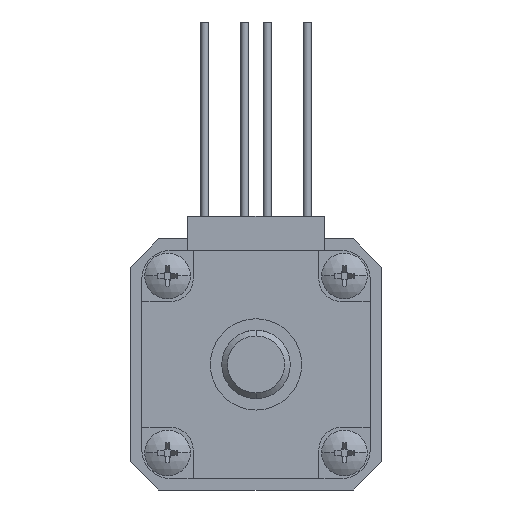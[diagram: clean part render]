
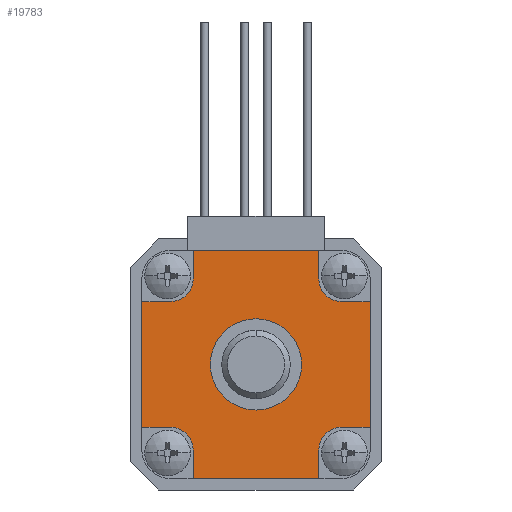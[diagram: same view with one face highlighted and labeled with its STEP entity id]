
A CAD part, front view. The second image highlights one B-rep face of the part: STEP entity #19783.
In plain terms, the highlighted planar face has unit normal (0, -1, 0).
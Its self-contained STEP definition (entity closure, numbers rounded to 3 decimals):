
#99 = EDGE_LOOP ( 'NONE', ( #9356, #18222 ) ) ;
#153 = VERTEX_POINT ( 'NONE', #17682 ) ;
#181 = EDGE_CURVE ( 'NONE', #12285, #19984, #7641, .T. ) ;
#244 = AXIS2_PLACEMENT_3D ( 'NONE', #13482, #21743, #1196 ) ;
#449 = DIRECTION ( 'NONE',  ( 0., 0., 1. ) ) ;
#487 = VECTOR ( 'NONE', #8657, 1000. ) ;
#708 = DIRECTION ( 'NONE',  ( -1., 0., 0. ) ) ;
#747 = CARTESIAN_POINT ( 'NONE',  ( -10., 0., 5.5 ) ) ;
#827 = ORIENTED_EDGE ( 'NONE', *, *, #1624, .F. ) ;
#902 = DIRECTION ( 'NONE',  ( 0., 0., -1. ) ) ;
#956 = CARTESIAN_POINT ( 'NONE',  ( -7.5, 0., 7.5 ) ) ;
#1011 = ORIENTED_EDGE ( 'NONE', *, *, #4094, .T. ) ;
#1144 = VECTOR ( 'NONE', #12243, 1000. ) ;
#1196 = DIRECTION ( 'NONE',  ( 0., 0., 1. ) ) ;
#1624 = EDGE_CURVE ( 'NONE', #21582, #2090, #19241, .T. ) ;
#1633 = AXIS2_PLACEMENT_3D ( 'NONE', #5068, #16997, #13083 ) ;
#1719 = ORIENTED_EDGE ( 'NONE', *, *, #23338, .T. ) ;
#2022 = VERTEX_POINT ( 'NONE', #12803 ) ;
#2042 = CIRCLE ( 'NONE', #21239, 4. ) ;
#2090 = VERTEX_POINT ( 'NONE', #8668 ) ;
#2348 = VECTOR ( 'NONE', #902, 1000. ) ;
#3290 = CIRCLE ( 'NONE', #20342, 4. ) ;
#3379 = DIRECTION ( 'NONE',  ( 0., 0., 1. ) ) ;
#4094 = EDGE_CURVE ( 'NONE', #4932, #14219, #10766, .T. ) ;
#4360 = DIRECTION ( 'NONE',  ( 1., 0., 0. ) ) ;
#4377 = CARTESIAN_POINT ( 'NONE',  ( -5.5, 0., 10. ) ) ;
#4623 = VERTEX_POINT ( 'NONE', #12558 ) ;
#4770 = ORIENTED_EDGE ( 'NONE', *, *, #25280, .T. ) ;
#4908 = CIRCLE ( 'NONE', #7465, 2. ) ;
#4932 = VERTEX_POINT ( 'NONE', #22690 ) ;
#5068 = CARTESIAN_POINT ( 'NONE',  ( -7.5, 0., 7.5 ) ) ;
#5212 = DIRECTION ( 'NONE',  ( 0., 0., -1. ) ) ;
#5831 = DIRECTION ( 'NONE',  ( 0., 0., -1. ) ) ;
#6284 = CIRCLE ( 'NONE', #10539, 2. ) ;
#6314 = DIRECTION ( 'NONE',  ( 1., 0., 0. ) ) ;
#6567 = LINE ( 'NONE', #16738, #23599 ) ;
#7072 = FACE_BOUND ( 'NONE', #99, .T. ) ;
#7322 = EDGE_CURVE ( 'NONE', #16727, #153, #23459, .T. ) ;
#7458 = EDGE_CURVE ( 'NONE', #2022, #7906, #4908, .T. ) ;
#7465 = AXIS2_PLACEMENT_3D ( 'NONE', #15852, #21850, #5831 ) ;
#7641 = LINE ( 'NONE', #15685, #10770 ) ;
#7664 = ORIENTED_EDGE ( 'NONE', *, *, #26155, .F. ) ;
#7692 = LINE ( 'NONE', #7827, #1144 ) ;
#7827 = CARTESIAN_POINT ( 'NONE',  ( 10., 0., 5.5 ) ) ;
#7906 = VERTEX_POINT ( 'NONE', #19945 ) ;
#8464 = DIRECTION ( 'NONE',  ( 0., 1., 0. ) ) ;
#8575 = CARTESIAN_POINT ( 'NONE',  ( 0., 0., 0. ) ) ;
#8607 = CARTESIAN_POINT ( 'NONE',  ( -5.5, 0., -7.5 ) ) ;
#8657 = DIRECTION ( 'NONE',  ( 1., 0., 0. ) ) ;
#8668 = CARTESIAN_POINT ( 'NONE',  ( 10., 0., -5.5 ) ) ;
#8697 = EDGE_CURVE ( 'NONE', #21582, #2022, #7692, .T. ) ;
#9062 = EDGE_CURVE ( 'NONE', #18779, #16950, #23699, .T. ) ;
#9225 = EDGE_CURVE ( 'NONE', #10479, #13638, #3290, .T. ) ;
#9356 = ORIENTED_EDGE ( 'NONE', *, *, #26405, .T. ) ;
#9416 = CARTESIAN_POINT ( 'NONE',  ( -7.5, 0., 5.5 ) ) ;
#9862 = VECTOR ( 'NONE', #5212, 1000. ) ;
#10457 = CARTESIAN_POINT ( 'NONE',  ( -7.5, 0., -7.5 ) ) ;
#10460 = DIRECTION ( 'NONE',  ( -1., 0., 0. ) ) ;
#10479 = VERTEX_POINT ( 'NONE', #23927 ) ;
#10539 = AXIS2_PLACEMENT_3D ( 'NONE', #10457, #18759, #16372 ) ;
#10559 = VECTOR ( 'NONE', #708, 1000. ) ;
#10568 = LINE ( 'NONE', #18736, #10559 ) ;
#10677 = CARTESIAN_POINT ( 'NONE',  ( 10., 0., 7.5 ) ) ;
#10678 = EDGE_CURVE ( 'NONE', #7906, #21687, #6567, .T. ) ;
#10703 = CARTESIAN_POINT ( 'NONE',  ( 0., 0., 0. ) ) ;
#10766 = LINE ( 'NONE', #12665, #487 ) ;
#10770 = VECTOR ( 'NONE', #3379, 1000. ) ;
#11212 = ORIENTED_EDGE ( 'NONE', *, *, #10678, .T. ) ;
#11381 = VECTOR ( 'NONE', #21955, 1000. ) ;
#11665 = VERTEX_POINT ( 'NONE', #9416 ) ;
#11922 = LINE ( 'NONE', #20068, #23668 ) ;
#11988 = ORIENTED_EDGE ( 'NONE', *, *, #8697, .T. ) ;
#12243 = DIRECTION ( 'NONE',  ( -1., 0., 0. ) ) ;
#12285 = VERTEX_POINT ( 'NONE', #17114 ) ;
#12471 = EDGE_CURVE ( 'NONE', #19984, #4623, #14325, .T. ) ;
#12558 = CARTESIAN_POINT ( 'NONE',  ( 7.5, 0., -5.5 ) ) ;
#12643 = CARTESIAN_POINT ( 'NONE',  ( 10., 0., -5.5 ) ) ;
#12665 = CARTESIAN_POINT ( 'NONE',  ( -10., 0., -5.5 ) ) ;
#12803 = CARTESIAN_POINT ( 'NONE',  ( 7.5, 0., 5.5 ) ) ;
#13083 = DIRECTION ( 'NONE',  ( 0., 0., 1. ) ) ;
#13366 = CARTESIAN_POINT ( 'NONE',  ( 10., 0., 5.5 ) ) ;
#13482 = CARTESIAN_POINT ( 'NONE',  ( 7.5, 0., -7.5 ) ) ;
#13638 = VERTEX_POINT ( 'NONE', #18006 ) ;
#13691 = ORIENTED_EDGE ( 'NONE', *, *, #181, .T. ) ;
#14219 = VERTEX_POINT ( 'NONE', #18247 ) ;
#14325 = CIRCLE ( 'NONE', #244, 2. ) ;
#14341 = CARTESIAN_POINT ( 'NONE',  ( -5.5, 0., -10. ) ) ;
#14389 = LINE ( 'NONE', #12643, #19677 ) ;
#14451 = DIRECTION ( 'NONE',  ( 0., 0., 1. ) ) ;
#14727 = DIRECTION ( 'NONE',  ( 0., 0., 1. ) ) ;
#15450 = VECTOR ( 'NONE', #10460, 1000. ) ;
#15478 = CARTESIAN_POINT ( 'NONE',  ( 5.5, 0., -7.5 ) ) ;
#15588 = ORIENTED_EDGE ( 'NONE', *, *, #7322, .T. ) ;
#15685 = CARTESIAN_POINT ( 'NONE',  ( 5.5, 0., -7.5 ) ) ;
#15797 = EDGE_CURVE ( 'NONE', #4932, #25114, #11922, .T. ) ;
#15852 = CARTESIAN_POINT ( 'NONE',  ( 7.5, 0., 7.5 ) ) ;
#15873 = DIRECTION ( 'NONE',  ( 0., 0., 1. ) ) ;
#16114 = LINE ( 'NONE', #18242, #15450 ) ;
#16372 = DIRECTION ( 'NONE',  ( 0., 0., -1. ) ) ;
#16727 = VERTEX_POINT ( 'NONE', #4377 ) ;
#16738 = CARTESIAN_POINT ( 'NONE',  ( 5.5, 0., 7.5 ) ) ;
#16950 = VERTEX_POINT ( 'NONE', #14341 ) ;
#16997 = DIRECTION ( 'NONE',  ( 0., 1., 0. ) ) ;
#17114 = CARTESIAN_POINT ( 'NONE',  ( 5.5, 0., -10. ) ) ;
#17644 = EDGE_CURVE ( 'NONE', #14219, #18779, #6284, .T. ) ;
#17682 = CARTESIAN_POINT ( 'NONE',  ( -5.5, 0., 7.5 ) ) ;
#18006 = CARTESIAN_POINT ( 'NONE',  ( 0., 0., -4. ) ) ;
#18222 = ORIENTED_EDGE ( 'NONE', *, *, #9225, .T. ) ;
#18242 = CARTESIAN_POINT ( 'NONE',  ( -10., 0., 5.5 ) ) ;
#18247 = CARTESIAN_POINT ( 'NONE',  ( -7.5, 0., -5.5 ) ) ;
#18736 = CARTESIAN_POINT ( 'NONE',  ( -7.5, 0., -10. ) ) ;
#18759 = DIRECTION ( 'NONE',  ( 0., 1., 0. ) ) ;
#18779 = VERTEX_POINT ( 'NONE', #8607 ) ;
#18809 = EDGE_LOOP ( 'NONE', ( #15588, #4770, #22994, #19178, #1011, #22628, #19450, #20011, #13691, #19696, #1719, #827, #11988, #22613, #11212, #7664 ) ) ;
#19048 = CARTESIAN_POINT ( 'NONE',  ( -5.5, 0., -7.5 ) ) ;
#19083 = VECTOR ( 'NONE', #6314, 1000. ) ;
#19178 = ORIENTED_EDGE ( 'NONE', *, *, #15797, .F. ) ;
#19216 = PLANE ( 'NONE',  #1633 ) ;
#19241 = LINE ( 'NONE', #10677, #9862 ) ;
#19450 = ORIENTED_EDGE ( 'NONE', *, *, #9062, .T. ) ;
#19677 = VECTOR ( 'NONE', #4360, 1000. ) ;
#19696 = ORIENTED_EDGE ( 'NONE', *, *, #12471, .T. ) ;
#19783 = ADVANCED_FACE ( 'NONE', ( #7072, #22977 ), #19216, .F. ) ;
#19945 = CARTESIAN_POINT ( 'NONE',  ( 5.5, 0., 7.5 ) ) ;
#19984 = VERTEX_POINT ( 'NONE', #15478 ) ;
#20011 = ORIENTED_EDGE ( 'NONE', *, *, #26392, .F. ) ;
#20068 = CARTESIAN_POINT ( 'NONE',  ( -10., 0., 7.5 ) ) ;
#20180 = CIRCLE ( 'NONE', #26130, 2. ) ;
#20342 = AXIS2_PLACEMENT_3D ( 'NONE', #10703, #8464, #449 ) ;
#21239 = AXIS2_PLACEMENT_3D ( 'NONE', #8575, #24851, #14727 ) ;
#21582 = VERTEX_POINT ( 'NONE', #13366 ) ;
#21687 = VERTEX_POINT ( 'NONE', #25759 ) ;
#21743 = DIRECTION ( 'NONE',  ( 0., 1., 0. ) ) ;
#21850 = DIRECTION ( 'NONE',  ( 0., 1., 0. ) ) ;
#21955 = DIRECTION ( 'NONE',  ( 0., 0., -1. ) ) ;
#22206 = CARTESIAN_POINT ( 'NONE',  ( -7.5, 0., 10. ) ) ;
#22613 = ORIENTED_EDGE ( 'NONE', *, *, #7458, .T. ) ;
#22628 = ORIENTED_EDGE ( 'NONE', *, *, #17644, .T. ) ;
#22690 = CARTESIAN_POINT ( 'NONE',  ( -10., 0., -5.5 ) ) ;
#22977 = FACE_OUTER_BOUND ( 'NONE', #18809, .T. ) ;
#22994 = ORIENTED_EDGE ( 'NONE', *, *, #23755, .T. ) ;
#23338 = EDGE_CURVE ( 'NONE', #4623, #2090, #14389, .T. ) ;
#23459 = LINE ( 'NONE', #25713, #2348 ) ;
#23599 = VECTOR ( 'NONE', #14451, 1000. ) ;
#23668 = VECTOR ( 'NONE', #24606, 1000. ) ;
#23699 = LINE ( 'NONE', #19048, #11381 ) ;
#23755 = EDGE_CURVE ( 'NONE', #11665, #25114, #16114, .T. ) ;
#23927 = CARTESIAN_POINT ( 'NONE',  ( 0., 0., 4. ) ) ;
#24327 = LINE ( 'NONE', #22206, #19083 ) ;
#24606 = DIRECTION ( 'NONE',  ( 0., 0., 1. ) ) ;
#24851 = DIRECTION ( 'NONE',  ( 0., 1., 0. ) ) ;
#25114 = VERTEX_POINT ( 'NONE', #747 ) ;
#25280 = EDGE_CURVE ( 'NONE', #153, #11665, #20180, .T. ) ;
#25713 = CARTESIAN_POINT ( 'NONE',  ( -5.5, 0., 7.5 ) ) ;
#25759 = CARTESIAN_POINT ( 'NONE',  ( 5.5, 0., 10. ) ) ;
#26130 = AXIS2_PLACEMENT_3D ( 'NONE', #956, #26249, #15873 ) ;
#26155 = EDGE_CURVE ( 'NONE', #16727, #21687, #24327, .T. ) ;
#26249 = DIRECTION ( 'NONE',  ( 0., 1., 0. ) ) ;
#26392 = EDGE_CURVE ( 'NONE', #12285, #16950, #10568, .T. ) ;
#26405 = EDGE_CURVE ( 'NONE', #13638, #10479, #2042, .T. ) ;
